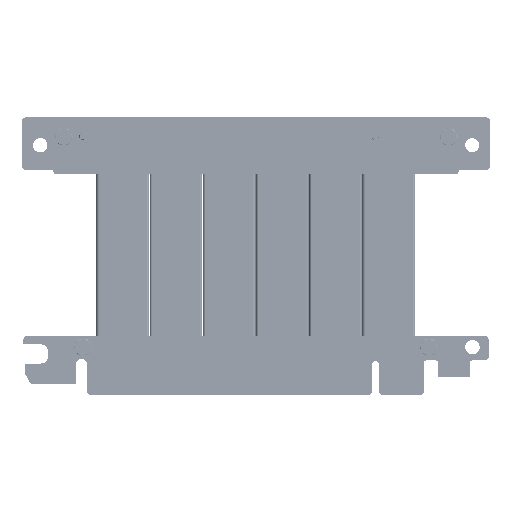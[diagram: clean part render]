
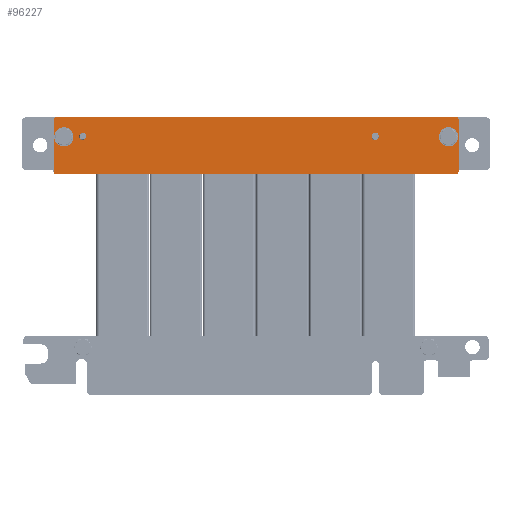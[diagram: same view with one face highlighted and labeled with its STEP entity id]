
A CAD part, top view. The second image highlights one B-rep face of the part: STEP entity #96227.
In plain terms, the highlighted face is planar.
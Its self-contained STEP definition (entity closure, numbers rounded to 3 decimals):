
#90488 = EDGE_CURVE('',#90489,#90491,#90493,.T.);
#90489 = VERTEX_POINT('',#90490);
#90490 = CARTESIAN_POINT('',(98.701,4.407,-0.7));
#90491 = VERTEX_POINT('',#90492);
#90492 = CARTESIAN_POINT('',(98.701,-8.826,-0.7));
#90493 = LINE('',#90494,#90495);
#90494 = CARTESIAN_POINT('',(98.701,4.907,-0.7));
#90495 = VECTOR('',#90496,1.);
#90496 = DIRECTION('',(0.,-1.,0.));
#90521 = VERTEX_POINT('',#90522);
#90522 = CARTESIAN_POINT('',(98.201,4.907,-0.7));
#90528 = EDGE_CURVE('',#90529,#90521,#90531,.T.);
#90529 = VERTEX_POINT('',#90530);
#90530 = CARTESIAN_POINT('',(-1.994,4.907,-0.7));
#90531 = LINE('',#90532,#90533);
#90532 = CARTESIAN_POINT('',(-2.494,4.907,-0.7));
#90533 = VECTOR('',#90534,1.);
#90534 = DIRECTION('',(1.,0.,0.));
#90552 = VERTEX_POINT('',#90553);
#90553 = CARTESIAN_POINT('',(-2.494,4.407,-0.7));
#90559 = EDGE_CURVE('',#90560,#90552,#90562,.T.);
#90560 = VERTEX_POINT('',#90561);
#90561 = CARTESIAN_POINT('',(-2.494,-8.826,-0.7));
#90562 = LINE('',#90563,#90564);
#90563 = CARTESIAN_POINT('',(-2.494,-9.326,-0.7));
#90564 = VECTOR('',#90565,1.);
#90565 = DIRECTION('',(0.,1.,0.));
#90583 = VERTEX_POINT('',#90584);
#90584 = CARTESIAN_POINT('',(-1.994,-9.326,-0.7));
#90590 = EDGE_CURVE('',#90591,#90583,#90593,.T.);
#90591 = VERTEX_POINT('',#90592);
#90592 = CARTESIAN_POINT('',(98.201,-9.326,-0.7));
#90593 = LINE('',#90594,#90595);
#90594 = CARTESIAN_POINT('',(98.701,-9.326,-0.7));
#90595 = VECTOR('',#90596,1.);
#90596 = DIRECTION('',(-1.,0.,0.));
#96227 = ADVANCED_FACE('',(#96228,#96239,#96250),#96284,.T.);
#96228 = FACE_BOUND('',#96229,.T.);
#96229 = EDGE_LOOP('',(#96230));
#96230 = ORIENTED_EDGE('',*,*,#96231,.F.);
#96231 = EDGE_CURVE('',#96232,#96232,#96234,.T.);
#96232 = VERTEX_POINT('',#96233);
#96233 = CARTESIAN_POINT('',(-2.4,0.,-0.7));
#96234 = CIRCLE('',#96235,2.4);
#96235 = AXIS2_PLACEMENT_3D('',#96236,#96237,#96238);
#96236 = CARTESIAN_POINT('',(0.,0.,-0.7));
#96237 = DIRECTION('',(0.,0.,-1.));
#96238 = DIRECTION('',(-1.,0.,0.));
#96239 = FACE_BOUND('',#96240,.T.);
#96240 = EDGE_LOOP('',(#96241));
#96241 = ORIENTED_EDGE('',*,*,#96242,.F.);
#96242 = EDGE_CURVE('',#96243,#96243,#96245,.T.);
#96243 = VERTEX_POINT('',#96244);
#96244 = CARTESIAN_POINT('',(93.801,-0.001,-0.7)
  );
#96245 = CIRCLE('',#96246,2.4);
#96246 = AXIS2_PLACEMENT_3D('',#96247,#96248,#96249);
#96247 = CARTESIAN_POINT('',(96.201,-0.001,-0.7)
  );
#96248 = DIRECTION('',(0.,0.,-1.));
#96249 = DIRECTION('',(-1.,0.,0.));
#96250 = FACE_BOUND('',#96251,.T.);
#96251 = EDGE_LOOP('',(#96252,#96253,#96260,#96261,#96268,#96269,#96276,
    #96277));
#96252 = ORIENTED_EDGE('',*,*,#90528,.T.);
#96253 = ORIENTED_EDGE('',*,*,#96254,.T.);
#96254 = EDGE_CURVE('',#90521,#90489,#96255,.T.);
#96255 = CIRCLE('',#96256,0.5);
#96256 = AXIS2_PLACEMENT_3D('',#96257,#96258,#96259);
#96257 = CARTESIAN_POINT('',(98.201,4.407,-0.7));
#96258 = DIRECTION('',(0.,0.,-1.));
#96259 = DIRECTION('',(-1.,0.,0.));
#96260 = ORIENTED_EDGE('',*,*,#90488,.T.);
#96261 = ORIENTED_EDGE('',*,*,#96262,.T.);
#96262 = EDGE_CURVE('',#90491,#90591,#96263,.T.);
#96263 = CIRCLE('',#96264,0.5);
#96264 = AXIS2_PLACEMENT_3D('',#96265,#96266,#96267);
#96265 = CARTESIAN_POINT('',(98.201,-8.826,-0.7));
#96266 = DIRECTION('',(0.,0.,-1.));
#96267 = DIRECTION('',(-1.,0.,0.));
#96268 = ORIENTED_EDGE('',*,*,#90590,.T.);
#96269 = ORIENTED_EDGE('',*,*,#96270,.T.);
#96270 = EDGE_CURVE('',#90583,#90560,#96271,.T.);
#96271 = CIRCLE('',#96272,0.5);
#96272 = AXIS2_PLACEMENT_3D('',#96273,#96274,#96275);
#96273 = CARTESIAN_POINT('',(-1.994,-8.826,-0.7));
#96274 = DIRECTION('',(0.,0.,-1.));
#96275 = DIRECTION('',(-1.,0.,0.));
#96276 = ORIENTED_EDGE('',*,*,#90559,.T.);
#96277 = ORIENTED_EDGE('',*,*,#96278,.T.);
#96278 = EDGE_CURVE('',#90552,#90529,#96279,.T.);
#96279 = CIRCLE('',#96280,0.5);
#96280 = AXIS2_PLACEMENT_3D('',#96281,#96282,#96283);
#96281 = CARTESIAN_POINT('',(-1.994,4.407,-0.7));
#96282 = DIRECTION('',(0.,0.,-1.));
#96283 = DIRECTION('',(-1.,0.,0.));
#96284 = PLANE('',#96285);
#96285 = AXIS2_PLACEMENT_3D('',#96286,#96287,#96288);
#96286 = CARTESIAN_POINT('',(0.,0.,-0.7));
#96287 = DIRECTION('',(0.,0.,-1.));
#96288 = DIRECTION('',(-1.,0.,0.));
